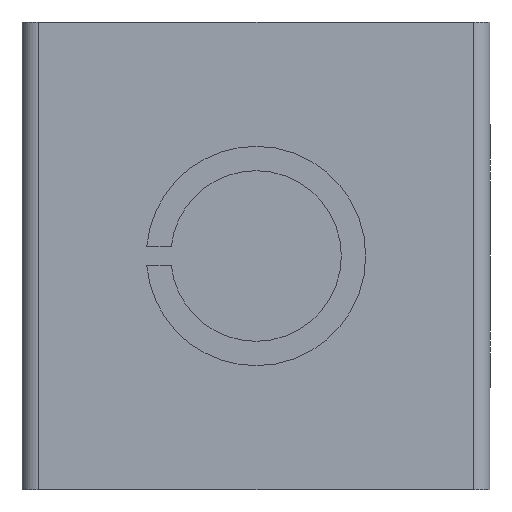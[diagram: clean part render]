
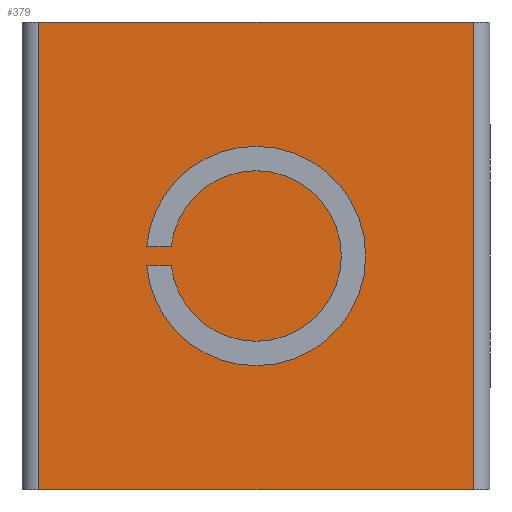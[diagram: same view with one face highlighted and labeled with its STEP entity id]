
A CAD part, front view. The second image highlights one B-rep face of the part: STEP entity #379.
In plain terms, the highlighted planar face has unit normal (0, -1, 0).
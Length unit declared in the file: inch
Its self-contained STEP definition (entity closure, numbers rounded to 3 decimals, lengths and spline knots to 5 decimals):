
#10 = AXIS2_PLACEMENT_3D ( 'NONE', #428, #176, #180 ) ;
#29 = LINE ( 'NONE', #36, #306 ) ;
#30 = EDGE_CURVE ( 'NONE', #667, #1133, #229, .T. ) ;
#35 = CARTESIAN_POINT ( 'NONE',  ( 0., 0., 0. ) ) ;
#36 = CARTESIAN_POINT ( 'NONE',  ( -1.2, 0., -1.2 ) ) ;
#43 = VERTEX_POINT ( 'NONE', #353 ) ;
#47 = DIRECTION ( 'NONE',  ( 0., -1., 0. ) ) ;
#51 = CIRCLE ( 'NONE', #698, 0.4375 ) ;
#60 = DIRECTION ( 'NONE',  ( 1., 0., 0. ) ) ;
#61 = ORIENTED_EDGE ( 'NONE', *, *, #269, .F. ) ;
#71 = LINE ( 'NONE', #79, #1051 ) ;
#75 = FACE_OUTER_BOUND ( 'NONE', #208, .T. ) ;
#79 = CARTESIAN_POINT ( 'NONE',  ( -1.2, 0., -0.05 ) ) ;
#87 = EDGE_CURVE ( 'NONE', #751, #959, #29, .T. ) ;
#89 = DIRECTION ( 'NONE',  ( 0., -1., 0. ) ) ;
#91 = EDGE_LOOP ( 'NONE', ( #397, #569, #266, #902, #605, #937, #318, #743 ) ) ;
#141 = VECTOR ( 'NONE', #60, 39.37008 ) ;
#156 = DIRECTION ( 'NONE',  ( 1., 0., 0. ) ) ;
#164 = AXIS2_PLACEMENT_3D ( 'NONE', #206, #642, #729 ) ;
#167 = CARTESIAN_POINT ( 'NONE',  ( -1.2, 0., -1.2 ) ) ;
#176 = DIRECTION ( 'NONE',  ( 0., 1., 0. ) ) ;
#180 = DIRECTION ( 'NONE',  ( 0., 0., 1. ) ) ;
#184 = CARTESIAN_POINT ( 'NONE',  ( 1.114, 0., -1.2 ) ) ;
#193 = CARTESIAN_POINT ( 'NONE',  ( -1.114, 0., 1.2 ) ) ;
#206 = CARTESIAN_POINT ( 'NONE',  ( 0., 0., 0. ) ) ;
#208 = EDGE_LOOP ( 'NONE', ( #647, #415, #61, #1092 ) ) ;
#209 = DIRECTION ( 'NONE',  ( -1., 0., 0. ) ) ;
#215 = CARTESIAN_POINT ( 'NONE',  ( -0.56027, 0., -0.05 ) ) ;
#229 = CIRCLE ( 'NONE', #533, 0.4375 ) ;
#235 = EDGE_CURVE ( 'NONE', #311, #43, #639, .T. ) ;
#254 = VECTOR ( 'NONE', #209, 39.37008 ) ;
#266 = ORIENTED_EDGE ( 'NONE', *, *, #413, .T. ) ;
#269 = EDGE_CURVE ( 'NONE', #502, #715, #401, .T. ) ;
#275 = DIRECTION ( 'NONE',  ( 0., 0., -1. ) ) ;
#300 = CARTESIAN_POINT ( 'NONE',  ( 1.114, 0., -1.2 ) ) ;
#301 = DIRECTION ( 'NONE',  ( 0., 0., 1. ) ) ;
#305 = CARTESIAN_POINT ( 'NONE',  ( -0.43463, 0., -0.05 ) ) ;
#306 = VECTOR ( 'NONE', #1072, 39.37008 ) ;
#311 = VERTEX_POINT ( 'NONE', #585 ) ;
#318 = ORIENTED_EDGE ( 'NONE', *, *, #859, .T. ) ;
#344 = CARTESIAN_POINT ( 'NONE',  ( 0., 0., 0. ) ) ;
#353 = CARTESIAN_POINT ( 'NONE',  ( 0., 0., -0.5625 ) ) ;
#360 = LINE ( 'NONE', #184, #1141 ) ;
#379 = ADVANCED_FACE ( 'NONE', ( #75, #603 ), #798, .T. ) ;
#383 = AXIS2_PLACEMENT_3D ( 'NONE', #1101, #1022, #301 ) ;
#388 = CARTESIAN_POINT ( 'NONE',  ( -0.56027, 0., 0.05 ) ) ;
#395 = CARTESIAN_POINT ( 'NONE',  ( -1.2, 0., 0.05 ) ) ;
#397 = ORIENTED_EDGE ( 'NONE', *, *, #481, .T. ) ;
#401 = LINE ( 'NONE', #1017, #141 ) ;
#413 = EDGE_CURVE ( 'NONE', #43, #615, #906, .T. ) ;
#415 = ORIENTED_EDGE ( 'NONE', *, *, #604, .F. ) ;
#428 = CARTESIAN_POINT ( 'NONE',  ( 0., 0., 0. ) ) ;
#441 = CARTESIAN_POINT ( 'NONE',  ( -1.114, 0., -1.2 ) ) ;
#481 = EDGE_CURVE ( 'NONE', #1057, #311, #550, .T. ) ;
#502 = VERTEX_POINT ( 'NONE', #193 ) ;
#516 = AXIS2_PLACEMENT_3D ( 'NONE', #344, #686, #694 ) ;
#533 = AXIS2_PLACEMENT_3D ( 'NONE', #793, #712, #1145 ) ;
#550 = CIRCLE ( 'NONE', #164, 0.5625 ) ;
#551 = VECTOR ( 'NONE', #275, 39.37008 ) ;
#569 = ORIENTED_EDGE ( 'NONE', *, *, #235, .T. ) ;
#585 = CARTESIAN_POINT ( 'NONE',  ( 0., 0., 0.5625 ) ) ;
#603 = FACE_BOUND ( 'NONE', #91, .T. ) ;
#604 = EDGE_CURVE ( 'NONE', #715, #751, #360, .T. ) ;
#605 = ORIENTED_EDGE ( 'NONE', *, *, #30, .T. ) ;
#615 = VERTEX_POINT ( 'NONE', #215 ) ;
#632 = EDGE_CURVE ( 'NONE', #818, #1057, #661, .T. ) ;
#639 = CIRCLE ( 'NONE', #383, 0.5625 ) ;
#642 = DIRECTION ( 'NONE',  ( 0., 1., 0. ) ) ;
#647 = ORIENTED_EDGE ( 'NONE', *, *, #87, .F. ) ;
#661 = LINE ( 'NONE', #395, #254 ) ;
#667 = VERTEX_POINT ( 'NONE', #305 ) ;
#676 = VERTEX_POINT ( 'NONE', #1020 ) ;
#679 = DIRECTION ( 'NONE',  ( 0., 0., 1. ) ) ;
#686 = DIRECTION ( 'NONE',  ( 0., -1., 0. ) ) ;
#694 = DIRECTION ( 'NONE',  ( 0., 0., 1. ) ) ;
#698 = AXIS2_PLACEMENT_3D ( 'NONE', #35, #47, #679 ) ;
#712 = DIRECTION ( 'NONE',  ( 0., -1., 0. ) ) ;
#715 = VERTEX_POINT ( 'NONE', #761 ) ;
#722 = CARTESIAN_POINT ( 'NONE',  ( -1.114, 0., -1.2 ) ) ;
#729 = DIRECTION ( 'NONE',  ( 0., 0., 1. ) ) ;
#730 = EDGE_CURVE ( 'NONE', #1133, #676, #51, .T. ) ;
#743 = ORIENTED_EDGE ( 'NONE', *, *, #632, .T. ) ;
#751 = VERTEX_POINT ( 'NONE', #300 ) ;
#761 = CARTESIAN_POINT ( 'NONE',  ( 1.114, 0., 1.2 ) ) ;
#774 = AXIS2_PLACEMENT_3D ( 'NONE', #167, #89, #791 ) ;
#791 = DIRECTION ( 'NONE',  ( 0., 0., -1. ) ) ;
#793 = CARTESIAN_POINT ( 'NONE',  ( 0., 0., 0. ) ) ;
#798 = PLANE ( 'NONE',  #774 ) ;
#818 = VERTEX_POINT ( 'NONE', #1042 ) ;
#847 = CARTESIAN_POINT ( 'NONE',  ( 0., 0., -0.4375 ) ) ;
#859 = EDGE_CURVE ( 'NONE', #676, #818, #1083, .T. ) ;
#876 = EDGE_CURVE ( 'NONE', #615, #667, #71, .T. ) ;
#902 = ORIENTED_EDGE ( 'NONE', *, *, #876, .T. ) ;
#906 = CIRCLE ( 'NONE', #10, 0.5625 ) ;
#937 = ORIENTED_EDGE ( 'NONE', *, *, #730, .T. ) ;
#959 = VERTEX_POINT ( 'NONE', #722 ) ;
#974 = LINE ( 'NONE', #441, #551 ) ;
#1017 = CARTESIAN_POINT ( 'NONE',  ( 1.2, 0., 1.2 ) ) ;
#1020 = CARTESIAN_POINT ( 'NONE',  ( 0., 0., 0.4375 ) ) ;
#1022 = DIRECTION ( 'NONE',  ( 0., 1., 0. ) ) ;
#1028 = EDGE_CURVE ( 'NONE', #502, #959, #974, .T. ) ;
#1042 = CARTESIAN_POINT ( 'NONE',  ( -0.43463, 0., 0.05 ) ) ;
#1051 = VECTOR ( 'NONE', #156, 39.37008 ) ;
#1057 = VERTEX_POINT ( 'NONE', #388 ) ;
#1072 = DIRECTION ( 'NONE',  ( -1., 0., 0. ) ) ;
#1080 = DIRECTION ( 'NONE',  ( 0., 0., -1. ) ) ;
#1083 = CIRCLE ( 'NONE', #516, 0.4375 ) ;
#1092 = ORIENTED_EDGE ( 'NONE', *, *, #1028, .T. ) ;
#1101 = CARTESIAN_POINT ( 'NONE',  ( 0., 0., 0. ) ) ;
#1133 = VERTEX_POINT ( 'NONE', #847 ) ;
#1141 = VECTOR ( 'NONE', #1080, 39.37008 ) ;
#1145 = DIRECTION ( 'NONE',  ( 0., 0., 1. ) ) ;
